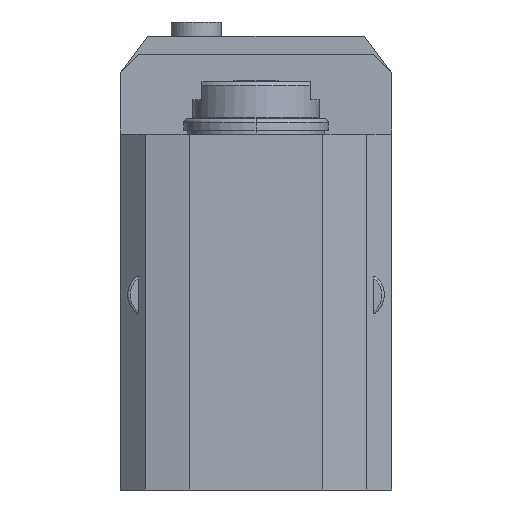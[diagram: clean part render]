
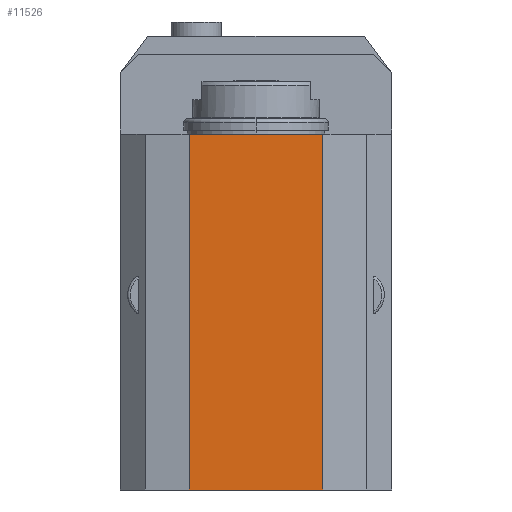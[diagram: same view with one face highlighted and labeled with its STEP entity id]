
A CAD part, left-side view. The second image highlights one B-rep face of the part: STEP entity #11526.
In plain terms, the highlighted planar face has unit normal (-1, 0, 0).
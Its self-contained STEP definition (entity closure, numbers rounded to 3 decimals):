
#3959=DIRECTION('',(0.,-1.,0.));
#3960=VECTOR('',#3959,37.);
#3961=CARTESIAN_POINT('',(-109.,18.5,-83.));
#3962=LINE('',#3961,#3960);
#4033=DIRECTION('',(0.,0.,-1.));
#4034=VECTOR('',#4033,98.5);
#4035=CARTESIAN_POINT('',(-109.,18.5,15.5));
#4036=LINE('',#4035,#4034);
#4045=DIRECTION('',(0.,0.,1.));
#4046=VECTOR('',#4045,98.5);
#4047=CARTESIAN_POINT('',(-109.,-18.5,-83.));
#4048=LINE('',#4047,#4046);
#4107=DIRECTION('',(0.,-1.,0.));
#4108=VECTOR('',#4107,37.);
#4109=CARTESIAN_POINT('',(-109.,18.5,15.5));
#4110=LINE('',#4109,#4108);
#5803=CARTESIAN_POINT('',(-109.,18.5,15.5));
#5804=CARTESIAN_POINT('',(-109.,-18.5,15.5));
#5805=VERTEX_POINT('',#5803);
#5806=VERTEX_POINT('',#5804);
#5917=CARTESIAN_POINT('',(-109.,18.5,-83.));
#5918=CARTESIAN_POINT('',(-109.,-18.5,-83.));
#5919=VERTEX_POINT('',#5917);
#5920=VERTEX_POINT('',#5918);
#11513=CARTESIAN_POINT('',(-109.,18.5,-62.5));
#11514=DIRECTION('',(1.,0.,0.));
#11515=DIRECTION('',(0.,-1.,0.));
#11516=AXIS2_PLACEMENT_3D('',#11513,#11514,#11515);
#11517=PLANE('',#11516);
#11519=ORIENTED_EDGE('',*,*,#11518,.F.);
#11520=ORIENTED_EDGE('',*,*,#11464,.F.);
#11521=ORIENTED_EDGE('',*,*,#11504,.F.);
#11523=ORIENTED_EDGE('',*,*,#11522,.T.);
#11524=EDGE_LOOP('',(#11519,#11520,#11521,#11523));
#11525=FACE_OUTER_BOUND('',#11524,.F.);
#11526=ADVANCED_FACE('',(#11525),#11517,.F.);
#11464=EDGE_CURVE('',#5919,#5920,#3962,.T.);
#11504=EDGE_CURVE('',#5805,#5919,#4036,.T.);
#11518=EDGE_CURVE('',#5920,#5806,#4048,.T.);
#11522=EDGE_CURVE('',#5805,#5806,#4110,.T.);
